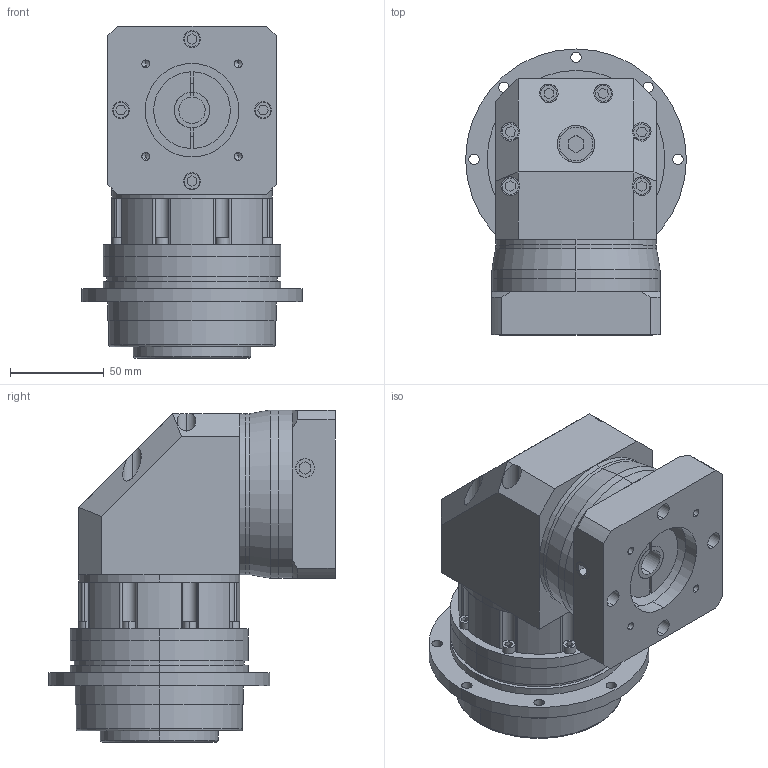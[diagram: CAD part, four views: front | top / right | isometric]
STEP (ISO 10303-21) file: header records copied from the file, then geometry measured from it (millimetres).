
FILE_DESCRIPTION (( 'STEP AP214' ), '1' );
FILE_NAME ('VGZH90双级模型（14-30 50-3 4-5.5-70）.STEP', '2017-09-26T00:53:22', ( 'Windows' ), ( 'Microsoft' ), 'SwSTEP 2.0', 'SolidWorks 2016', '' );
FILE_SCHEMA (( 'AUTOMOTIVE_DESIGN' ));
Length unit declared in the file: millimetre
Products named in the file (1): VGZH90双级模型（14-30 50-3 4-5.5-70）
Bounding box: 118 x 153 x 177.5 mm (x, y, z)
Volume: 1333554 mm3; surface area: 178537.1 mm2
Topology: 6 solids, 6 shells, 481 faces, 1157 edges, 742 vertices
Faces by surface type: plane 246, cylinder 201, cone 28, torus 6
Entity records: 15135 total; most frequent: DIRECTION 2495, CARTESIAN_POINT 2437, ORIENTED_EDGE 2270, EDGE_CURVE 1135, AXIS2_PLACEMENT_3D 904, VERTEX_POINT 742, VECTOR 687, LINE 687
